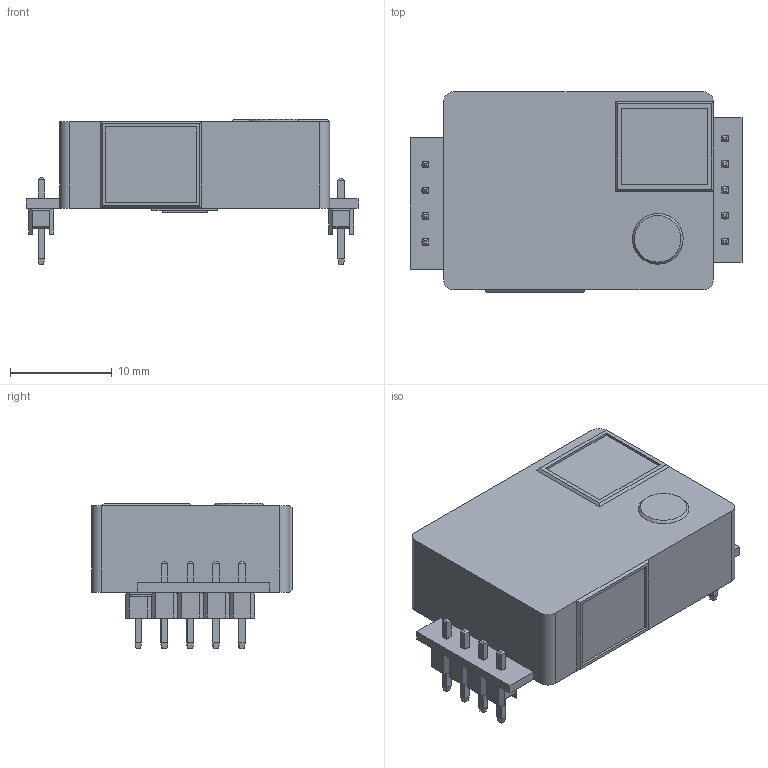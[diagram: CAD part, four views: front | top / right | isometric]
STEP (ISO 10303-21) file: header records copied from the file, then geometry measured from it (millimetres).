
FILE_DESCRIPTION(/* description */ (''),/* implementation_level */ '2;1');
FILE_NAME(/* name */ 'MH-Z19.step',/* time_stamp */ '2019-12-22T22:25:16+02:00',/* author */ (''),/* organization */ (''),/* preprocessor_version */ 'ST-DEVELOPER v18',/* originating_system */ 'Autodesk Translation Framework v8.12.0.6',/* authorisation */ '');
FILE_SCHEMA (('AUTOMOTIVE_DESIGN { 1 0 10303 214 3 1 1 }'));
Length unit declared in the file: millimetre
Products named in the file (4): MH-Z19; MH-z19_c02_sens; 1x5 Male Pin Header; 1x4 Male Pin Header
Assembly tree (3 placements, depth 2):
  MH-Z19
    MH-z19_c02_sens
    1x5 Male Pin Header
    1x4 Male Pin Header
Bounding box: 32.7 x 19.75 x 14.33 mm (x, y, z)
Volume: 4630.3 mm3; surface area: 2542.1 mm2
Topology: 12 solids, 12 shells, 418 faces, 1082 edges, 693 vertices
Faces by surface type: plane 404, cylinder 13, cone 1
Full cylindrical faces by diameter (mm): 0.65 x9
Entity records: 12686 total; most frequent: CARTESIAN_POINT 2200, ORIENTED_EDGE 2164, DIRECTION 1980, EDGE_CURVE 1082, LINE 1034, VECTOR 1034, VERTEX_POINT 693, AXIS2_PLACEMENT_3D 473
